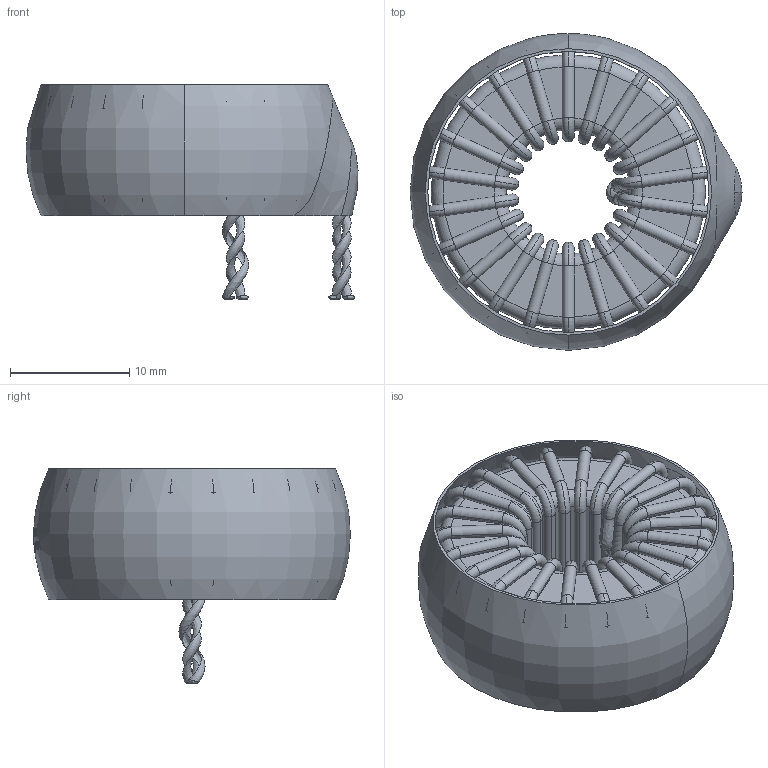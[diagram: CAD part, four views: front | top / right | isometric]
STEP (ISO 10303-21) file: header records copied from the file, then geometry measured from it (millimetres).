
FILE_DESCRIPTION (( 'STEP AP214' ), '1' );
FILE_NAME ('IND-TH_SLT080125T150MTB.STEP', '2022-07-01T12:11:09', ( '' ), ( '' ), 'SwSTEP 2.0', 'SolidWorks 2020', '' );
FILE_SCHEMA (( 'AUTOMOTIVE_DESIGN' ));
Length unit declared in the file: millimetre
Products named in the file (1): IND-TH_SLT080125T150MTB
Bounding box: 27.81 x 26.54 x 18 mm (x, y, z)
Volume: 3668.2 mm3; surface area: 5682.5 mm2
Topology: 27 solids, 27 shells, 614 faces, 1591 edges, 994 vertices
Faces by surface type: bspline 231, torus 199, cylinder 168, plane 14, cone 2
Entity records: 36376 total; most frequent: CARTESIAN_POINT 15908, ORIENTED_EDGE 3150, DIRECTION 2428, EDGE_CURVE 1575, AXIS2_PLACEMENT_3D 1130, VERTEX_POINT 994, CIRCLE 746, B_SPLINE_CURVE_WITH_KNOTS 653
